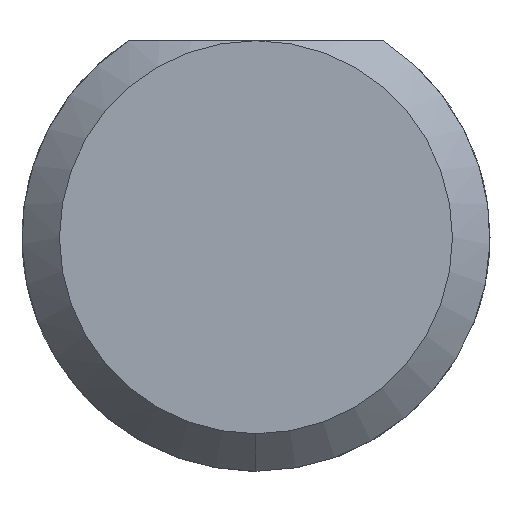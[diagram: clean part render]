
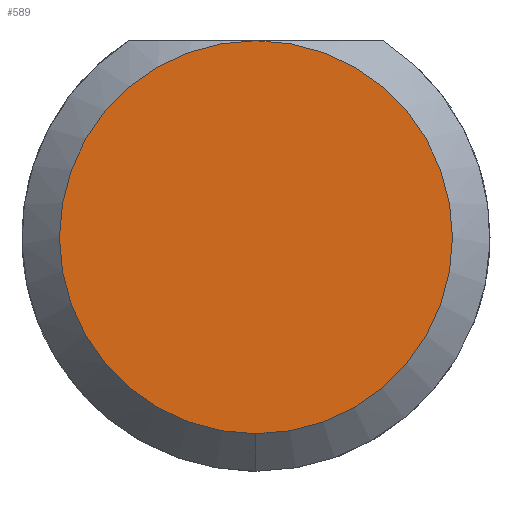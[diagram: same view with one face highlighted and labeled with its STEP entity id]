
A CAD part, left-side view. The second image highlights one B-rep face of the part: STEP entity #589.
In plain terms, the highlighted planar face has unit normal (-1, 0, 0).
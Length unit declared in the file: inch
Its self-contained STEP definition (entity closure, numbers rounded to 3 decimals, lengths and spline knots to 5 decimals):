
#8 = CARTESIAN_POINT ( 'NONE',  ( 0., 0., 0. ) ) ;
#44 = CIRCLE ( 'NONE', #577, 0.05235 ) ;
#70 = CARTESIAN_POINT ( 'NONE',  ( 0., 0., 0.05235 ) ) ;
#72 = EDGE_CURVE ( 'NONE', #550, #710, #44, .T. ) ;
#135 = FACE_OUTER_BOUND ( 'NONE', #681, .T. ) ;
#187 = CARTESIAN_POINT ( 'NONE',  ( 0., 0., -0.05235 ) ) ;
#196 = CARTESIAN_POINT ( 'NONE',  ( 0., 0., 0. ) ) ;
#209 = DIRECTION ( 'NONE',  ( 0., 0., -1. ) ) ;
#260 = DIRECTION ( 'NONE',  ( 0., 0., -1. ) ) ;
#270 = DIRECTION ( 'NONE',  ( 1., 0., 0. ) ) ;
#279 = DIRECTION ( 'NONE',  ( -1., 0., 0. ) ) ;
#312 = AXIS2_PLACEMENT_3D ( 'NONE', #8, #442, #260 ) ;
#349 = ORIENTED_EDGE ( 'NONE', *, *, #562, .T. ) ;
#419 = CIRCLE ( 'NONE', #312, 0.05235 ) ;
#442 = DIRECTION ( 'NONE',  ( -1., 0., 0. ) ) ;
#528 = DIRECTION ( 'NONE',  ( 0., 0., -1. ) ) ;
#550 = VERTEX_POINT ( 'NONE', #70 ) ;
#562 = EDGE_CURVE ( 'NONE', #710, #550, #419, .T. ) ;
#577 = AXIS2_PLACEMENT_3D ( 'NONE', #602, #279, #528 ) ;
#589 = ADVANCED_FACE ( 'NONE', ( #135 ), #691, .F. ) ;
#601 = AXIS2_PLACEMENT_3D ( 'NONE', #196, #270, #209 ) ;
#602 = CARTESIAN_POINT ( 'NONE',  ( 0., 0., 0. ) ) ;
#681 = EDGE_LOOP ( 'NONE', ( #742, #349 ) ) ;
#691 = PLANE ( 'NONE',  #601 ) ;
#710 = VERTEX_POINT ( 'NONE', #187 ) ;
#742 = ORIENTED_EDGE ( 'NONE', *, *, #72, .T. ) ;
